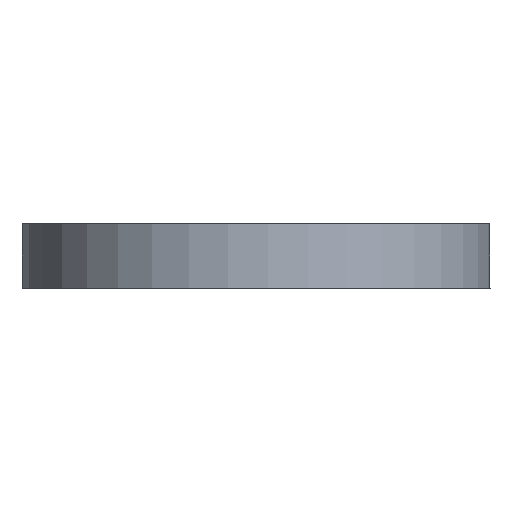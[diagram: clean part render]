
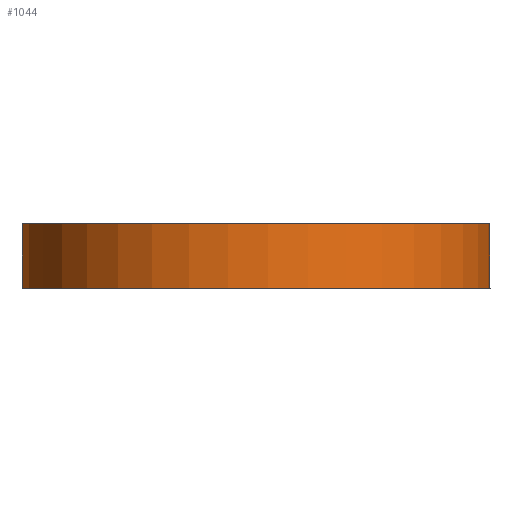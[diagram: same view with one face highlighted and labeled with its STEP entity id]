
A CAD part, left-side view. The second image highlights one B-rep face of the part: STEP entity #1044.
In plain terms, the highlighted cylindrical face has radius 30 mm (diameter 60 mm), a partial arc.
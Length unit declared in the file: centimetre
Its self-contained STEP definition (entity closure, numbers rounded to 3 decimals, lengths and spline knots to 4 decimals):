
#144=FACE_OUTER_BOUND('',#208,.T.);
#208=EDGE_LOOP('',(#698,#699,#700,#701));
#283=CIRCLE('',#1123,3.);
#284=CIRCLE('',#1124,3.);
#317=LINE('',#1381,#375);
#318=LINE('',#1385,#376);
#375=VECTOR('',#1191,1.);
#376=VECTOR('',#1194,1.);
#433=VERTEX_POINT('',#1379);
#434=VERTEX_POINT('',#1380);
#435=VERTEX_POINT('',#1382);
#436=VERTEX_POINT('',#1384);
#534=EDGE_CURVE('',#433,#434,#317,.T.);
#535=EDGE_CURVE('',#433,#435,#283,.T.);
#536=EDGE_CURVE('',#435,#436,#318,.T.);
#537=EDGE_CURVE('',#434,#436,#284,.T.);
#698=ORIENTED_EDGE('',*,*,#534,.F.);
#699=ORIENTED_EDGE('',*,*,#535,.T.);
#700=ORIENTED_EDGE('',*,*,#536,.T.);
#701=ORIENTED_EDGE('',*,*,#537,.F.);
#1026=CYLINDRICAL_SURFACE('',#1122,3.);
#1044=ADVANCED_FACE('',(#144),#1026,.T.);
#1122=AXIS2_PLACEMENT_3D('',#1378,#1189,#1190);
#1123=AXIS2_PLACEMENT_3D('',#1383,#1192,#1193);
#1124=AXIS2_PLACEMENT_3D('',#1386,#1195,#1196);
#1189=DIRECTION('center_axis',(0.,0.,-1.));
#1190=DIRECTION('ref_axis',(-1.,0.,0.));
#1191=DIRECTION('',(0.,0.,-1.));
#1192=DIRECTION('center_axis',(0.,0.,-1.));
#1193=DIRECTION('ref_axis',(-1.,0.,0.));
#1194=DIRECTION('',(0.,0.,-1.));
#1195=DIRECTION('center_axis',(0.,0.,-1.));
#1196=DIRECTION('ref_axis',(0.654,-0.756,0.));
#1378=CARTESIAN_POINT('Origin',(3.,11.86,0.7254));
#1379=CARTESIAN_POINT('',(4.9626,9.591,0.7254));
#1380=CARTESIAN_POINT('',(4.9626,9.591,-0.0954));
#1381=CARTESIAN_POINT('',(4.9626,9.591,0.7254));
#1382=CARTESIAN_POINT('',(5.106,13.9965,0.7254));
#1383=CARTESIAN_POINT('Origin',(3.,11.86,0.7254));
#1384=CARTESIAN_POINT('',(5.106,13.9965,-0.0954));
#1385=CARTESIAN_POINT('',(5.106,13.9965,0.7254));
#1386=CARTESIAN_POINT('Origin',(3.,11.86,-0.0954));
